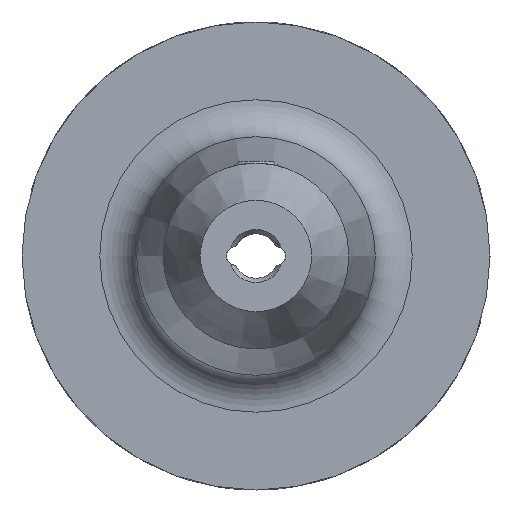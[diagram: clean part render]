
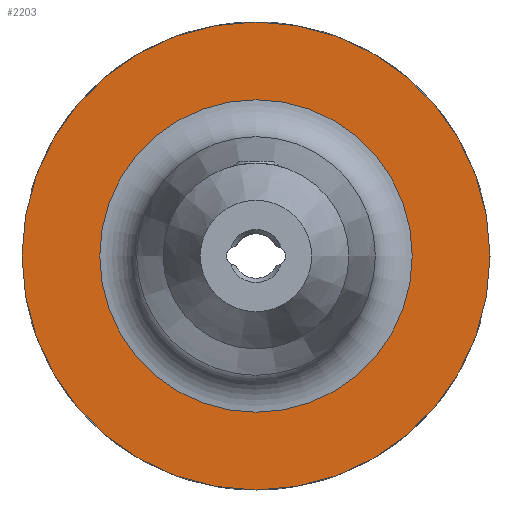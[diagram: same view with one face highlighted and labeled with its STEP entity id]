
A CAD part, left-side view. The second image highlights one B-rep face of the part: STEP entity #2203.
In plain terms, the highlighted planar face has unit normal (-1, 0, 0).
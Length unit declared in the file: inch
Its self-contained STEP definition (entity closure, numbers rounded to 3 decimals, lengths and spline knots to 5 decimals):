
#57=FACE_BOUND('',#556,.T.);
#104=PLANE('',#2458);
#420=FACE_OUTER_BOUND('',#555,.T.);
#555=EDGE_LOOP('',(#1928,#1929));
#556=EDGE_LOOP('',(#1930,#1931));
#572=CIRCLE('',#2256,1.24016);
#573=CIRCLE('',#2257,1.24016);
#679=CIRCLE('',#2456,0.82801);
#680=CIRCLE('',#2457,0.82801);
#808=VERTEX_POINT('',#3358);
#809=VERTEX_POINT('',#3360);
#986=VERTEX_POINT('',#5107);
#987=VERTEX_POINT('',#5109);
#1038=EDGE_CURVE('',#808,#809,#572,.T.);
#1039=EDGE_CURVE('',#809,#808,#573,.T.);
#1302=EDGE_CURVE('',#987,#986,#679,.T.);
#1303=EDGE_CURVE('',#986,#987,#680,.T.);
#1928=ORIENTED_EDGE('',*,*,#1039,.F.);
#1929=ORIENTED_EDGE('',*,*,#1038,.F.);
#1930=ORIENTED_EDGE('',*,*,#1302,.T.);
#1931=ORIENTED_EDGE('',*,*,#1303,.T.);
#2203=ADVANCED_FACE('',(#420,#57),#104,.T.);
#2256=AXIS2_PLACEMENT_3D('',#3361,#2543,#2544);
#2257=AXIS2_PLACEMENT_3D('',#3362,#2545,#2546);
#2456=AXIS2_PLACEMENT_3D('',#5110,#3011,#3012);
#2457=AXIS2_PLACEMENT_3D('',#5111,#3013,#3014);
#2458=AXIS2_PLACEMENT_3D('',#5112,#3015,#3016);
#2543=DIRECTION('center_axis',(1.,0.,0.));
#2544=DIRECTION('ref_axis',(0.,1.,0.));
#2545=DIRECTION('center_axis',(1.,0.,0.));
#2546=DIRECTION('ref_axis',(0.,1.,0.));
#3011=DIRECTION('center_axis',(1.,0.,0.));
#3012=DIRECTION('ref_axis',(0.,1.,0.));
#3013=DIRECTION('center_axis',(1.,0.,0.));
#3014=DIRECTION('ref_axis',(0.,1.,0.));
#3015=DIRECTION('center_axis',(-1.,0.,0.));
#3016=DIRECTION('ref_axis',(0.,0.,1.));
#3358=CARTESIAN_POINT('',(-0.86614,-1.24016,0.));
#3360=CARTESIAN_POINT('',(-0.86614,1.24016,0.));
#3361=CARTESIAN_POINT('Origin',(-0.86614,0.,
0.));
#3362=CARTESIAN_POINT('Origin',(-0.86614,0.,
0.));
#5107=CARTESIAN_POINT('',(-0.86614,0.,0.82801));
#5109=CARTESIAN_POINT('',(-0.86614,0.82801,0.));
#5110=CARTESIAN_POINT('Origin',(-0.86614,0.,
0.));
#5111=CARTESIAN_POINT('Origin',(-0.86614,0.,
0.));
#5112=CARTESIAN_POINT('Origin',(-0.86614,1.03408,0.));
